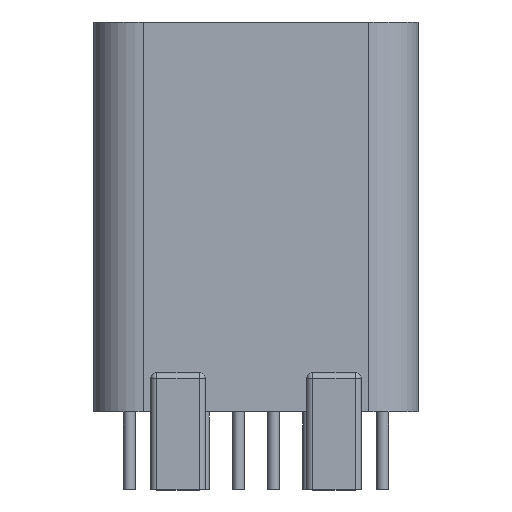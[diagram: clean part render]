
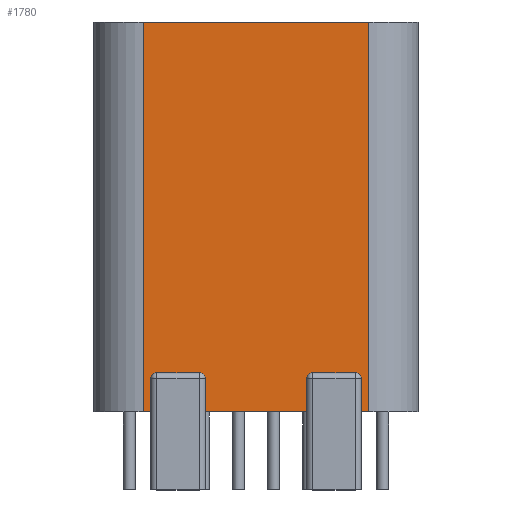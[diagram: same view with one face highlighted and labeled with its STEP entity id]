
A CAD part, top view. The second image highlights one B-rep face of the part: STEP entity #1780.
In plain terms, the highlighted planar face has unit normal (0, 0, 1).
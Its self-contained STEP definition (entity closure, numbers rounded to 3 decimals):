
#22=FACE_BOUND('',#611,.T.);
#23=FACE_BOUND('',#612,.T.);
#68=PLANE('',#1988);
#197=LINE('',#3037,#333);
#198=LINE('',#3039,#334);
#199=LINE('',#3041,#335);
#200=LINE('',#3042,#336);
#201=LINE('',#3043,#337);
#202=LINE('',#3044,#338);
#203=LINE('',#3045,#339);
#204=LINE('',#3046,#340);
#333=VECTOR('',#2465,10.);
#334=VECTOR('',#2466,10.);
#335=VECTOR('',#2467,10.);
#336=VECTOR('',#2468,10.);
#337=VECTOR('',#2469,10.);
#338=VECTOR('',#2470,10.);
#339=VECTOR('',#2471,10.);
#340=VECTOR('',#2472,10.);
#490=FACE_OUTER_BOUND('',#610,.T.);
#610=EDGE_LOOP('',(#1507,#1508,#1509,#1510));
#611=EDGE_LOOP('',(#1511,#1512,#1513,#1514));
#612=EDGE_LOOP('',(#1515,#1516,#1517,#1518));
#708=CIRCLE('',#1895,0.15);
#713=CIRCLE('',#1904,0.15);
#732=CIRCLE('',#1937,0.15);
#733=CIRCLE('',#1940,0.15);
#834=VERTEX_POINT('',#2806);
#835=VERTEX_POINT('',#2807);
#840=VERTEX_POINT('',#2827);
#841=VERTEX_POINT('',#2828);
#864=VERTEX_POINT('',#2900);
#865=VERTEX_POINT('',#2901);
#866=VERTEX_POINT('',#2909);
#867=VERTEX_POINT('',#2910);
#902=VERTEX_POINT('',#3035);
#903=VERTEX_POINT('',#3036);
#904=VERTEX_POINT('',#3038);
#905=VERTEX_POINT('',#3040);
#1008=EDGE_CURVE('',#834,#835,#708,.F.);
#1019=EDGE_CURVE('',#840,#841,#713,.F.);
#1054=EDGE_CURVE('',#864,#865,#732,.F.);
#1059=EDGE_CURVE('',#866,#867,#733,.F.);
#1123=EDGE_CURVE('',#902,#903,#197,.T.);
#1124=EDGE_CURVE('',#904,#902,#198,.T.);
#1125=EDGE_CURVE('',#905,#904,#199,.T.);
#1126=EDGE_CURVE('',#903,#905,#200,.T.);
#1127=EDGE_CURVE('',#835,#840,#201,.T.);
#1128=EDGE_CURVE('',#841,#834,#202,.T.);
#1129=EDGE_CURVE('',#867,#864,#203,.T.);
#1130=EDGE_CURVE('',#865,#866,#204,.T.);
#1507=ORIENTED_EDGE('',*,*,#1123,.F.);
#1508=ORIENTED_EDGE('',*,*,#1124,.F.);
#1509=ORIENTED_EDGE('',*,*,#1125,.F.);
#1510=ORIENTED_EDGE('',*,*,#1126,.F.);
#1511=ORIENTED_EDGE('',*,*,#1019,.F.);
#1512=ORIENTED_EDGE('',*,*,#1127,.F.);
#1513=ORIENTED_EDGE('',*,*,#1008,.F.);
#1514=ORIENTED_EDGE('',*,*,#1128,.F.);
#1515=ORIENTED_EDGE('',*,*,#1054,.F.);
#1516=ORIENTED_EDGE('',*,*,#1129,.F.);
#1517=ORIENTED_EDGE('',*,*,#1059,.F.);
#1518=ORIENTED_EDGE('',*,*,#1130,.F.);
#1780=ADVANCED_FACE('',(#490,#22,#23),#68,.T.);
#1895=AXIS2_PLACEMENT_3D('',#2808,#2210,#2211);
#1904=AXIS2_PLACEMENT_3D('',#2829,#2234,#2235);
#1937=AXIS2_PLACEMENT_3D('',#2902,#2316,#2317);
#1940=AXIS2_PLACEMENT_3D('',#2911,#2326,#2327);
#1988=AXIS2_PLACEMENT_3D('',#3034,#2463,#2464);
#2210=DIRECTION('center_axis',(0.,0.,-1.));
#2211=DIRECTION('ref_axis',(-0.707,0.707,0.));
#2234=DIRECTION('center_axis',(0.,0.,-1.));
#2235=DIRECTION('ref_axis',(0.707,-0.707,0.));
#2316=DIRECTION('center_axis',(0.,0.,-1.));
#2317=DIRECTION('ref_axis',(0.707,-0.707,0.));
#2326=DIRECTION('center_axis',(0.,0.,-1.));
#2327=DIRECTION('ref_axis',(-0.707,0.707,0.));
#2463=DIRECTION('center_axis',(0.,0.,1.));
#2464=DIRECTION('ref_axis',(1.,0.,0.));
#2465=DIRECTION('',(0.,-1.,0.));
#2466=DIRECTION('',(1.,0.,0.));
#2467=DIRECTION('',(0.,1.,0.));
#2468=DIRECTION('',(-1.,0.,0.));
#2469=DIRECTION('',(1.,0.,0.));
#2470=DIRECTION('',(-1.,0.,0.));
#2471=DIRECTION('',(1.,0.,0.));
#2472=DIRECTION('',(-1.,0.,0.));
#2806=CARTESIAN_POINT('',(-2.55,1.,1.28));
#2807=CARTESIAN_POINT('',(-2.55,0.7,1.28));
#2808=CARTESIAN_POINT('Origin',(-2.55,0.85,1.28));
#2827=CARTESIAN_POINT('',(-1.45,0.7,1.28));
#2828=CARTESIAN_POINT('',(-1.45,1.,1.28));
#2829=CARTESIAN_POINT('Origin',(-1.45,0.85,1.28));
#2900=CARTESIAN_POINT('',(2.55,0.7,1.28));
#2901=CARTESIAN_POINT('',(2.55,1.,1.28));
#2902=CARTESIAN_POINT('Origin',(2.55,0.85,1.28));
#2909=CARTESIAN_POINT('',(1.45,1.,1.28));
#2910=CARTESIAN_POINT('',(1.45,0.7,1.28));
#2911=CARTESIAN_POINT('Origin',(1.45,0.85,1.28));
#3034=CARTESIAN_POINT('Origin',(-4.17,0.,1.28));
#3035=CARTESIAN_POINT('',(2.89,10.,1.28));
#3036=CARTESIAN_POINT('',(2.89,0.,1.28));
#3037=CARTESIAN_POINT('',(2.89,0.,1.28));
#3038=CARTESIAN_POINT('',(-2.89,10.,1.28));
#3039=CARTESIAN_POINT('',(4.17,10.,1.28));
#3040=CARTESIAN_POINT('',(-2.89,0.,1.28));
#3041=CARTESIAN_POINT('',(-2.89,0.,1.28));
#3042=CARTESIAN_POINT('',(4.17,0.,1.28));
#3043=CARTESIAN_POINT('',(-3.435,0.7,1.28));
#3044=CARTESIAN_POINT('',(-3.085,1.,1.28));
#3045=CARTESIAN_POINT('',(-1.435,0.7,1.28));
#3046=CARTESIAN_POINT('',(-1.085,1.,1.28));
